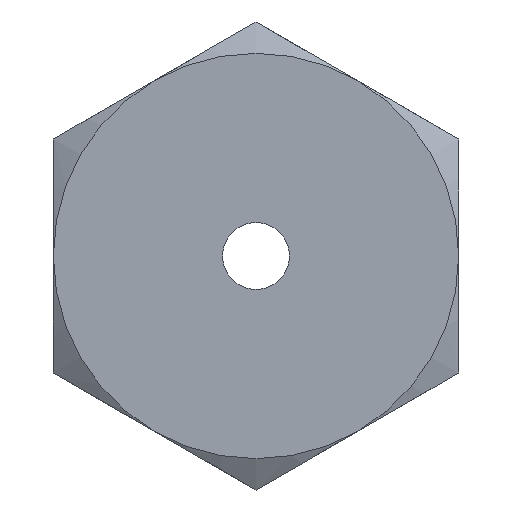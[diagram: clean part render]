
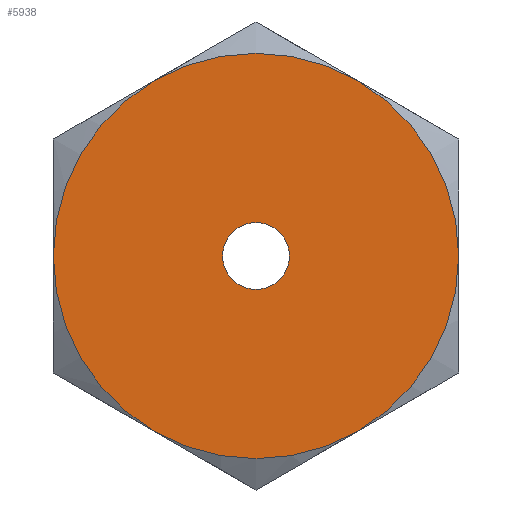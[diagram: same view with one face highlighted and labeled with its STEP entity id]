
A CAD part, left-side view. The second image highlights one B-rep face of the part: STEP entity #5938.
In plain terms, the highlighted planar face has unit normal (-1, 0, 0).
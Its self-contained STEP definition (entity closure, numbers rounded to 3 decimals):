
#2367=CARTESIAN_POINT('',(-3.5,2.,
-3.464));
#2395=CARTESIAN_POINT('',(-3.5,4.,
0.));
#2419=CARTESIAN_POINT('',(-3.5,2.,3.464));
#2445=CARTESIAN_POINT('',(-3.5,-2.,
3.464));
#2471=CARTESIAN_POINT('',(-3.5,-4.,
0.));
#2497=CARTESIAN_POINT('',(-3.5,-2.,
-3.464));
#2512=CARTESIAN_POINT('',(-3.5,0.,0.));
#2513=DIRECTION('',(-1.,0.,0.));
#2514=DIRECTION('',(0.,1.,0.));
#2515=AXIS2_PLACEMENT_3D('',#2512,#2513,#2514);
#2517=CARTESIAN_POINT('',(-3.5,0.,0.));
#2518=DIRECTION('',(-1.,0.,0.));
#2519=DIRECTION('',(0.,0.5,0.866));
#2520=AXIS2_PLACEMENT_3D('',#2517,#2518,#2519);
#2522=CARTESIAN_POINT('',(-3.5,0.,0.));
#2523=DIRECTION('',(-1.,0.,0.));
#2524=DIRECTION('',(0.,-0.5,0.866));
#2525=AXIS2_PLACEMENT_3D('',#2522,#2523,#2524);
#2527=CARTESIAN_POINT('',(-3.5,0.,0.));
#2528=DIRECTION('',(-1.,0.,0.));
#2529=DIRECTION('',(0.,-1.,0.));
#2530=AXIS2_PLACEMENT_3D('',#2527,#2528,#2529);
#2532=CARTESIAN_POINT('',(-3.5,0.,0.));
#2533=DIRECTION('',(-1.,0.,0.));
#2534=DIRECTION('',(0.,-0.5,-0.866));
#2535=AXIS2_PLACEMENT_3D('',#2532,#2533,#2534);
#2537=CARTESIAN_POINT('',(-3.5,0.,0.));
#2538=DIRECTION('',(-1.,0.,0.));
#2539=DIRECTION('',(0.,0.5,-0.866));
#2540=AXIS2_PLACEMENT_3D('',#2537,#2538,#2539);
#2542=CARTESIAN_POINT('',(-3.5,0.,0.));
#2543=DIRECTION('',(1.,0.,0.));
#2544=DIRECTION('',(0.,-1.,0.));
#2545=AXIS2_PLACEMENT_3D('',#2542,#2543,#2544);
#2547=CARTESIAN_POINT('',(-3.5,0.,0.));
#2548=DIRECTION('',(1.,0.,0.));
#2549=DIRECTION('',(0.,1.,0.));
#2550=AXIS2_PLACEMENT_3D('',#2547,#2548,#2549);
#2649=VERTEX_POINT('',#2367);
#2651=VERTEX_POINT('',#2395);
#2654=VERTEX_POINT('',#2419);
#2656=VERTEX_POINT('',#2445);
#2658=VERTEX_POINT('',#2471);
#2659=VERTEX_POINT('',#2497);
#2692=CARTESIAN_POINT('',(-3.5,-0.66,0.));
#2693=CARTESIAN_POINT('',(-3.5,0.66,0.));
#2694=VERTEX_POINT('',#2692);
#2695=VERTEX_POINT('',#2693);
#5916=CARTESIAN_POINT('',(-3.5,0.,0.));
#5917=DIRECTION('',(1.,0.,0.));
#5918=DIRECTION('',(0.,1.,0.));
#5919=AXIS2_PLACEMENT_3D('',#5916,#5917,#5918);
#5920=PLANE('',#5919);
#5921=ORIENTED_EDGE('',*,*,#5887,.F.);
#5923=ORIENTED_EDGE('',*,*,#5922,.F.);
#5925=ORIENTED_EDGE('',*,*,#5924,.F.);
#5927=ORIENTED_EDGE('',*,*,#5926,.F.);
#5928=ORIENTED_EDGE('',*,*,#5911,.F.);
#5929=ORIENTED_EDGE('',*,*,#5898,.F.);
#5930=EDGE_LOOP('',(#5921,#5923,#5925,#5927,#5928,#5929));
#5931=FACE_OUTER_BOUND('',#5930,.F.);
#5933=ORIENTED_EDGE('',*,*,#5932,.F.);
#5935=ORIENTED_EDGE('',*,*,#5934,.F.);
#5936=EDGE_LOOP('',(#5933,#5935));
#5937=FACE_BOUND('',#5936,.F.);
#2516=CIRCLE('',#2515,4.);
#2521=CIRCLE('',#2520,4.);
#2526=CIRCLE('',#2525,4.);
#2531=CIRCLE('',#2530,4.);
#2536=CIRCLE('',#2535,4.);
#2541=CIRCLE('',#2540,4.);
#2546=CIRCLE('',#2545,0.66);
#2551=CIRCLE('',#2550,0.66);
#5887=EDGE_CURVE('',#2651,#2649,#2516,.T.);
#5898=EDGE_CURVE('',#2649,#2659,#2541,.T.);
#5911=EDGE_CURVE('',#2659,#2658,#2536,.T.);
#5922=EDGE_CURVE('',#2654,#2651,#2521,.T.);
#5924=EDGE_CURVE('',#2656,#2654,#2526,.T.);
#5926=EDGE_CURVE('',#2658,#2656,#2531,.T.);
#5932=EDGE_CURVE('',#2694,#2695,#2546,.T.);
#5934=EDGE_CURVE('',#2695,#2694,#2551,.T.);
#5938=ADVANCED_FACE('',(#5931,#5937),#5920,.F.);
